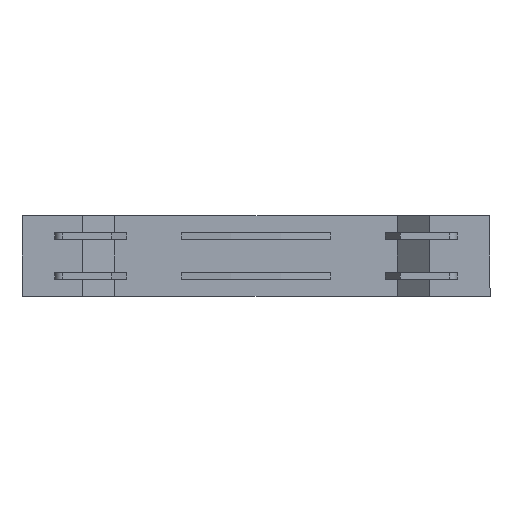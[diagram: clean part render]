
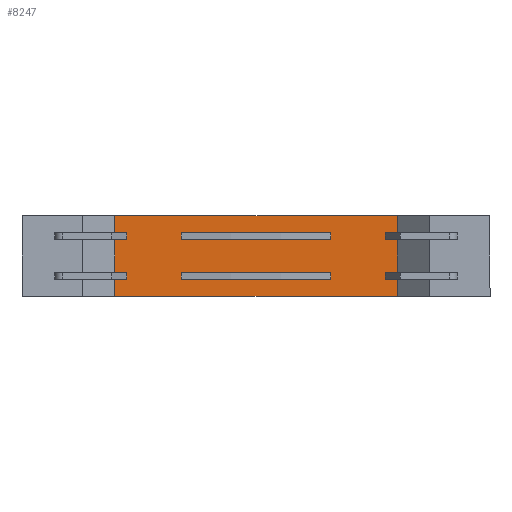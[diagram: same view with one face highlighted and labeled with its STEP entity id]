
A CAD part, front view. The second image highlights one B-rep face of the part: STEP entity #8247.
In plain terms, the highlighted planar face has unit normal (0, -1, 0).
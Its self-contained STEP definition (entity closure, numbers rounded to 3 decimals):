
#246 = ORIENTED_EDGE ( 'NONE', *, *, #18338, .T. ) ;
#290 = LINE ( 'NONE', #11139, #15370 ) ;
#614 = LINE ( 'NONE', #13584, #4469 ) ;
#1002 = CARTESIAN_POINT ( 'NONE',  ( 9.29, 0., 7.075 ) ) ;
#1111 = CARTESIAN_POINT ( 'NONE',  ( -9.29, 0., 2.125 ) ) ;
#1210 = CARTESIAN_POINT ( 'NONE',  ( 0., 0., 2.925 ) ) ;
#1261 = LINE ( 'NONE', #16979, #16371 ) ;
#1273 = LINE ( 'NONE', #11051, #16381 ) ;
#1400 = ORIENTED_EDGE ( 'NONE', *, *, #6733, .T. ) ;
#1618 = CARTESIAN_POINT ( 'NONE',  ( -9.29, 0., 7.075 ) ) ;
#1656 = CARTESIAN_POINT ( 'NONE',  ( 17.5, 0., 0. ) ) ;
#1685 = ORIENTED_EDGE ( 'NONE', *, *, #3022, .T. ) ;
#2005 = CARTESIAN_POINT ( 'NONE',  ( 0., 0., 7.075 ) ) ;
#2103 = EDGE_CURVE ( 'NONE', #18133, #15839, #290, .T. ) ;
#2578 = CARTESIAN_POINT ( 'NONE',  ( 0., 0., 5. ) ) ;
#2875 = CARTESIAN_POINT ( 'NONE',  ( 0., 0., 0. ) ) ;
#3022 = EDGE_CURVE ( 'NONE', #12157, #12597, #14891, .T. ) ;
#3033 = ORIENTED_EDGE ( 'NONE', *, *, #5909, .T. ) ;
#3145 = VECTOR ( 'NONE', #14192, 1000. ) ;
#3472 = DIRECTION ( 'NONE',  ( 1., 0., 0. ) ) ;
#3700 = ORIENTED_EDGE ( 'NONE', *, *, #18566, .F. ) ;
#3962 = CARTESIAN_POINT ( 'NONE',  ( 17.5, 0., 5. ) ) ;
#3976 = VECTOR ( 'NONE', #8519, 1000. ) ;
#3980 = VECTOR ( 'NONE', #4218, 1000. ) ;
#4042 = ORIENTED_EDGE ( 'NONE', *, *, #15551, .T. ) ;
#4051 = DIRECTION ( 'NONE',  ( -1., 0., 0. ) ) ;
#4218 = DIRECTION ( 'NONE',  ( 0., 0., -1. ) ) ;
#4469 = VECTOR ( 'NONE', #4810, 1000. ) ;
#4548 = FACE_OUTER_BOUND ( 'NONE', #11550, .T. ) ;
#4633 = VERTEX_POINT ( 'NONE', #10818 ) ;
#4810 = DIRECTION ( 'NONE',  ( -1., 0., 0. ) ) ;
#4828 = ORIENTED_EDGE ( 'NONE', *, *, #2103, .T. ) ;
#5051 = VERTEX_POINT ( 'NONE', #18733 ) ;
#5175 = DIRECTION ( 'NONE',  ( 0., 0., 1. ) ) ;
#5263 = DIRECTION ( 'NONE',  ( 1., 0., 0. ) ) ;
#5439 = PLANE ( 'NONE',  #6945 ) ;
#5461 = VERTEX_POINT ( 'NONE', #1002 ) ;
#5909 = EDGE_CURVE ( 'NONE', #17044, #12157, #7072, .T. ) ;
#6733 = EDGE_CURVE ( 'NONE', #15839, #8988, #1261, .T. ) ;
#6945 = AXIS2_PLACEMENT_3D ( 'NONE', #2578, #12797, #4051 ) ;
#7072 = LINE ( 'NONE', #3962, #3145 ) ;
#7302 = LINE ( 'NONE', #2005, #14599 ) ;
#7379 = DIRECTION ( 'NONE',  ( 0., 0., 1. ) ) ;
#7418 = CARTESIAN_POINT ( 'NONE',  ( 17.5, 0., 10. ) ) ;
#7604 = ORIENTED_EDGE ( 'NONE', *, *, #14004, .T. ) ;
#7656 = LINE ( 'NONE', #11702, #11079 ) ;
#7675 = VECTOR ( 'NONE', #18417, 1000. ) ;
#8247 = ADVANCED_FACE ( 'NONE', ( #4548, #8476, #12333 ), #5439, .F. ) ;
#8476 = FACE_BOUND ( 'NONE', #15240, .T. ) ;
#8519 = DIRECTION ( 'NONE',  ( -1., 0., 0. ) ) ;
#8629 = CARTESIAN_POINT ( 'NONE',  ( 9.29, 0., 2.125 ) ) ;
#8787 = ORIENTED_EDGE ( 'NONE', *, *, #15705, .T. ) ;
#8914 = EDGE_CURVE ( 'NONE', #4633, #17044, #11617, .T. ) ;
#8988 = VERTEX_POINT ( 'NONE', #16248 ) ;
#9112 = CARTESIAN_POINT ( 'NONE',  ( 0., 0., 10. ) ) ;
#9172 = DIRECTION ( 'NONE',  ( -1., 0., 0. ) ) ;
#10577 = ORIENTED_EDGE ( 'NONE', *, *, #8914, .T. ) ;
#10647 = LINE ( 'NONE', #13926, #7675 ) ;
#10818 = CARTESIAN_POINT ( 'NONE',  ( -17.5, 0., 0. ) ) ;
#10896 = CARTESIAN_POINT ( 'NONE',  ( -9.29, 0., 2.925 ) ) ;
#10990 = EDGE_CURVE ( 'NONE', #18133, #5461, #7302, .T. ) ;
#11006 = VECTOR ( 'NONE', #9172, 1000. ) ;
#11051 = CARTESIAN_POINT ( 'NONE',  ( -9.29, 0., 2.925 ) ) ;
#11079 = VECTOR ( 'NONE', #7379, 1000. ) ;
#11139 = CARTESIAN_POINT ( 'NONE',  ( -9.29, 0., 7.075 ) ) ;
#11523 = CARTESIAN_POINT ( 'NONE',  ( 9.29, 0., 7.075 ) ) ;
#11550 = EDGE_LOOP ( 'NONE', ( #3700, #10577, #3033, #1685 ) ) ;
#11617 = LINE ( 'NONE', #2875, #15060 ) ;
#11702 = CARTESIAN_POINT ( 'NONE',  ( -17.5, 0., 5. ) ) ;
#11778 = LINE ( 'NONE', #1210, #3976 ) ;
#12157 = VERTEX_POINT ( 'NONE', #7418 ) ;
#12333 = FACE_BOUND ( 'NONE', #14750, .T. ) ;
#12597 = VERTEX_POINT ( 'NONE', #18819 ) ;
#12797 = DIRECTION ( 'NONE',  ( 0., 1., 0. ) ) ;
#13584 = CARTESIAN_POINT ( 'NONE',  ( 0., 0., 2.125 ) ) ;
#13926 = CARTESIAN_POINT ( 'NONE',  ( 9.29, 0., 2.925 ) ) ;
#14004 = EDGE_CURVE ( 'NONE', #8988, #5461, #15205, .T. ) ;
#14192 = DIRECTION ( 'NONE',  ( 0., 0., 1. ) ) ;
#14596 = DIRECTION ( 'NONE',  ( 1., 0., 0. ) ) ;
#14599 = VECTOR ( 'NONE', #3472, 1000. ) ;
#14750 = EDGE_LOOP ( 'NONE', ( #18636, #4828, #1400, #7604 ) ) ;
#14891 = LINE ( 'NONE', #9112, #11006 ) ;
#15060 = VECTOR ( 'NONE', #14596, 1000. ) ;
#15205 = LINE ( 'NONE', #11523, #3980 ) ;
#15240 = EDGE_LOOP ( 'NONE', ( #15848, #246, #4042, #8787 ) ) ;
#15338 = VERTEX_POINT ( 'NONE', #8629 ) ;
#15370 = VECTOR ( 'NONE', #15531, 1000. ) ;
#15531 = DIRECTION ( 'NONE',  ( 0., 0., 1. ) ) ;
#15551 = EDGE_CURVE ( 'NONE', #15338, #15783, #614, .T. ) ;
#15705 = EDGE_CURVE ( 'NONE', #15783, #18270, #1273, .T. ) ;
#15783 = VERTEX_POINT ( 'NONE', #1111 ) ;
#15839 = VERTEX_POINT ( 'NONE', #18884 ) ;
#15848 = ORIENTED_EDGE ( 'NONE', *, *, #18454, .F. ) ;
#16248 = CARTESIAN_POINT ( 'NONE',  ( 9.29, 0., 7.875 ) ) ;
#16371 = VECTOR ( 'NONE', #5263, 1000. ) ;
#16381 = VECTOR ( 'NONE', #5175, 1000. ) ;
#16979 = CARTESIAN_POINT ( 'NONE',  ( 0., 0., 7.875 ) ) ;
#17044 = VERTEX_POINT ( 'NONE', #1656 ) ;
#18133 = VERTEX_POINT ( 'NONE', #1618 ) ;
#18270 = VERTEX_POINT ( 'NONE', #10896 ) ;
#18338 = EDGE_CURVE ( 'NONE', #5051, #15338, #10647, .T. ) ;
#18417 = DIRECTION ( 'NONE',  ( 0., 0., -1. ) ) ;
#18454 = EDGE_CURVE ( 'NONE', #5051, #18270, #11778, .T. ) ;
#18566 = EDGE_CURVE ( 'NONE', #4633, #12597, #7656, .T. ) ;
#18636 = ORIENTED_EDGE ( 'NONE', *, *, #10990, .F. ) ;
#18733 = CARTESIAN_POINT ( 'NONE',  ( 9.29, 0., 2.925 ) ) ;
#18819 = CARTESIAN_POINT ( 'NONE',  ( -17.5, 0., 10. ) ) ;
#18884 = CARTESIAN_POINT ( 'NONE',  ( -9.29, 0., 7.875 ) ) ;
